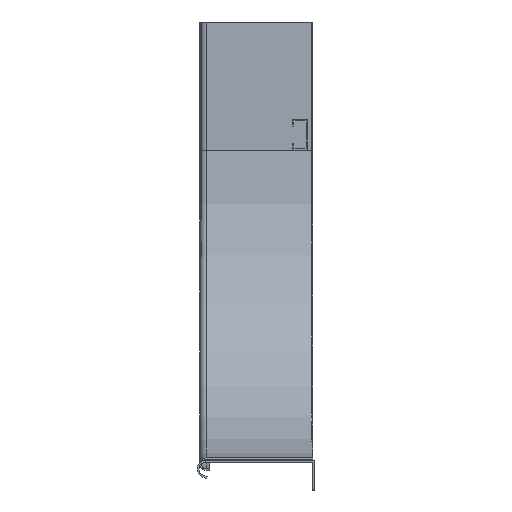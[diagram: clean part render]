
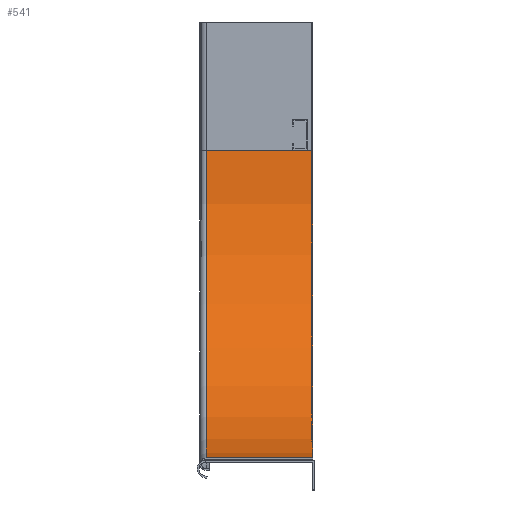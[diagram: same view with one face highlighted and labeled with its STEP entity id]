
A CAD part, left-side view. The second image highlights one B-rep face of the part: STEP entity #541.
In plain terms, the highlighted cylindrical face has radius 300 mm (diameter 600 mm), a partial arc.
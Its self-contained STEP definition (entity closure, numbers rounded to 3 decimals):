
#350 = VERTEX_POINT ( 'NONE', #1044 ) ;
#541 = ADVANCED_FACE ( 'NONE', ( #11321 ), #10698, .F. ) ;
#737 = CARTESIAN_POINT ( 'NONE',  ( 300., 0., -125. ) ) ;
#948 = DIRECTION ( 'NONE',  ( 0., 0., -1. ) ) ;
#1044 = CARTESIAN_POINT ( 'NONE',  ( 300., 104., -425. ) ) ;
#2166 = EDGE_CURVE ( 'NONE', #12356, #9490, #3004, .T. ) ;
#2759 = ORIENTED_EDGE ( 'NONE', *, *, #10011, .F. ) ;
#3004 = CIRCLE ( 'NONE', #6479, 300. ) ;
#3160 = CARTESIAN_POINT ( 'NONE',  ( 300., 0., -125. ) ) ;
#3170 = VECTOR ( 'NONE', #11625, 1000. ) ;
#3204 = CARTESIAN_POINT ( 'NONE',  ( 300., 2.5, -425. ) ) ;
#3620 = EDGE_LOOP ( 'NONE', ( #2759, #5808, #8320, #7917 ) ) ;
#4173 = DIRECTION ( 'NONE',  ( 1., 0., 0. ) ) ;
#4396 = EDGE_CURVE ( 'NONE', #5788, #350, #10961, .T. ) ;
#4510 = EDGE_CURVE ( 'NONE', #9490, #350, #5519, .T. ) ;
#5519 = LINE ( 'NONE', #3204, #5950 ) ;
#5788 = VERTEX_POINT ( 'NONE', #12406 ) ;
#5808 = ORIENTED_EDGE ( 'NONE', *, *, #2166, .T. ) ;
#5950 = VECTOR ( 'NONE', #10284, 1000. ) ;
#6479 = AXIS2_PLACEMENT_3D ( 'NONE', #3160, #10236, #4173 ) ;
#6933 = DIRECTION ( 'NONE',  ( 0., -1., 0. ) ) ;
#7044 = AXIS2_PLACEMENT_3D ( 'NONE', #737, #8745, #11285 ) ;
#7917 = ORIENTED_EDGE ( 'NONE', *, *, #4396, .F. ) ;
#8320 = ORIENTED_EDGE ( 'NONE', *, *, #4510, .T. ) ;
#8734 = CARTESIAN_POINT ( 'NONE',  ( 300., 0., -425. ) ) ;
#8745 = DIRECTION ( 'NONE',  ( 0., -1., 0. ) ) ;
#9490 = VERTEX_POINT ( 'NONE', #8734 ) ;
#9748 = AXIS2_PLACEMENT_3D ( 'NONE', #13008, #6933, #948 ) ;
#9750 = CARTESIAN_POINT ( 'NONE',  ( 0., 0., -125. ) ) ;
#10011 = EDGE_CURVE ( 'NONE', #12356, #5788, #10742, .T. ) ;
#10236 = DIRECTION ( 'NONE',  ( 0., -1., 0. ) ) ;
#10284 = DIRECTION ( 'NONE',  ( 0., 1., 0. ) ) ;
#10630 = CARTESIAN_POINT ( 'NONE',  ( 0., 2.5, -125. ) ) ;
#10698 = CYLINDRICAL_SURFACE ( 'NONE', #7044, 300. ) ;
#10742 = LINE ( 'NONE', #10630, #3170 ) ;
#10961 = CIRCLE ( 'NONE', #9748, 300. ) ;
#11285 = DIRECTION ( 'NONE',  ( 0., 0., -1. ) ) ;
#11321 = FACE_OUTER_BOUND ( 'NONE', #3620, .T. ) ;
#11625 = DIRECTION ( 'NONE',  ( 0., 1., 0. ) ) ;
#12356 = VERTEX_POINT ( 'NONE', #9750 ) ;
#12406 = CARTESIAN_POINT ( 'NONE',  ( 0., 104., -125. ) ) ;
#13008 = CARTESIAN_POINT ( 'NONE',  ( 300., 104., -125. ) ) ;
